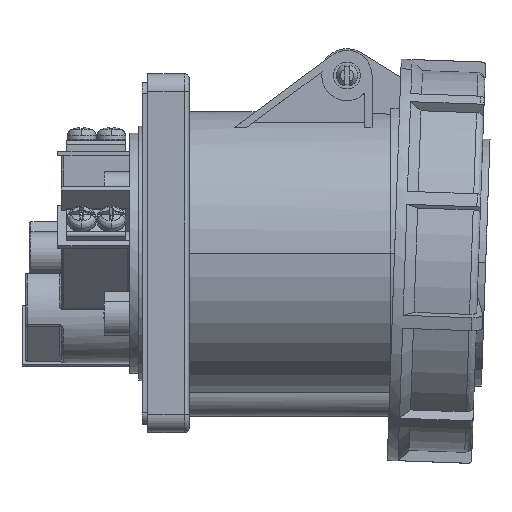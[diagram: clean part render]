
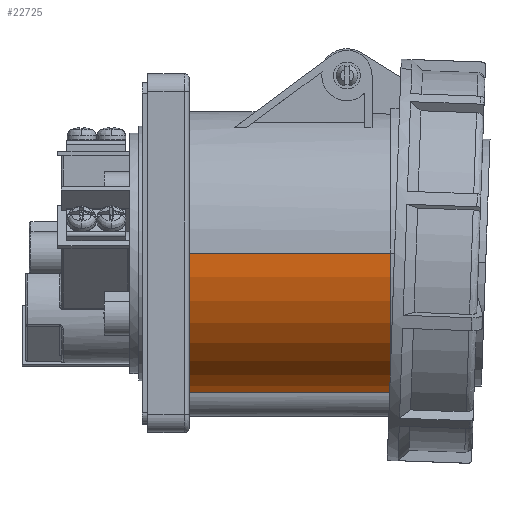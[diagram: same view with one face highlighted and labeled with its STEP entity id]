
A CAD part, top view. The second image highlights one B-rep face of the part: STEP entity #22725.
In plain terms, the highlighted cylindrical face has radius 39.5 mm (diameter 79 mm), a partial arc.
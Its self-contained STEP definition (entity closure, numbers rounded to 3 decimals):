
#1515 = CARTESIAN_POINT ( 'NONE',  ( 2.1, 0., 0. ) ) ;
#1604 = EDGE_LOOP ( 'NONE', ( #4440, #49306, #6552, #5257 ) ) ;
#1714 = LINE ( 'NONE', #12621, #18016 ) ;
#2841 = CARTESIAN_POINT ( 'NONE',  ( 58.3, 0., 0. ) ) ;
#4440 = ORIENTED_EDGE ( 'NONE', *, *, #48062, .F. ) ;
#5101 = CARTESIAN_POINT ( 'NONE',  ( -13.4, 0., 0. ) ) ;
#5257 = ORIENTED_EDGE ( 'NONE', *, *, #61978, .T. ) ;
#5818 = CYLINDRICAL_SURFACE ( 'NONE', #13467, 39.5 ) ;
#6552 = ORIENTED_EDGE ( 'NONE', *, *, #68981, .T. ) ;
#9215 = DIRECTION ( 'NONE',  ( 0., 0., 1. ) ) ;
#11359 = CARTESIAN_POINT ( 'NONE',  ( 58.3, 0., 39.5 ) ) ;
#12621 = CARTESIAN_POINT ( 'NONE',  ( -13.4, -38.781, 7.5 ) ) ;
#13129 = VERTEX_POINT ( 'NONE', #65204 ) ;
#13467 = AXIS2_PLACEMENT_3D ( 'NONE', #5101, #57782, #59250 ) ;
#16811 = LINE ( 'NONE', #46504, #51742 ) ;
#17146 = AXIS2_PLACEMENT_3D ( 'NONE', #2841, #44223, #9215 ) ;
#18016 = VECTOR ( 'NONE', #24669, 1000. ) ;
#18337 = VERTEX_POINT ( 'NONE', #11359 ) ;
#22725 = ADVANCED_FACE ( 'NONE', ( #57074 ), #5818, .T. ) ;
#24669 = DIRECTION ( 'NONE',  ( 1., 0., 0. ) ) ;
#29771 = DIRECTION ( 'NONE',  ( 1., 0., 0. ) ) ;
#35556 = CARTESIAN_POINT ( 'NONE',  ( 2.1, -38.781, 7.5 ) ) ;
#40615 = CARTESIAN_POINT ( 'NONE',  ( 58.3, -38.781, 7.5 ) ) ;
#40676 = DIRECTION ( 'NONE',  ( 0., 0., 1. ) ) ;
#44223 = DIRECTION ( 'NONE',  ( -1., 0., 0. ) ) ;
#45586 = VERTEX_POINT ( 'NONE', #35556 ) ;
#46504 = CARTESIAN_POINT ( 'NONE',  ( -13.4, 0., 39.5 ) ) ;
#48062 = EDGE_CURVE ( 'NONE', #13129, #18337, #16811, .T. ) ;
#49306 = ORIENTED_EDGE ( 'NONE', *, *, #63837, .T. ) ;
#51742 = VECTOR ( 'NONE', #57815, 1000. ) ;
#57074 = FACE_OUTER_BOUND ( 'NONE', #1604, .T. ) ;
#57782 = DIRECTION ( 'NONE',  ( 1., 0., 0. ) ) ;
#57815 = DIRECTION ( 'NONE',  ( 1., 0., 0. ) ) ;
#58517 = VERTEX_POINT ( 'NONE', #40615 ) ;
#59250 = DIRECTION ( 'NONE',  ( 0., 0., 1. ) ) ;
#61978 = EDGE_CURVE ( 'NONE', #58517, #18337, #72478, .T. ) ;
#63837 = EDGE_CURVE ( 'NONE', #13129, #45586, #71272, .T. ) ;
#65204 = CARTESIAN_POINT ( 'NONE',  ( 2.1, 0., 39.5 ) ) ;
#68845 = AXIS2_PLACEMENT_3D ( 'NONE', #1515, #29771, #40676 ) ;
#68981 = EDGE_CURVE ( 'NONE', #45586, #58517, #1714, .T. ) ;
#71272 = CIRCLE ( 'NONE', #68845, 39.5 ) ;
#72478 = CIRCLE ( 'NONE', #17146, 39.5 ) ;
